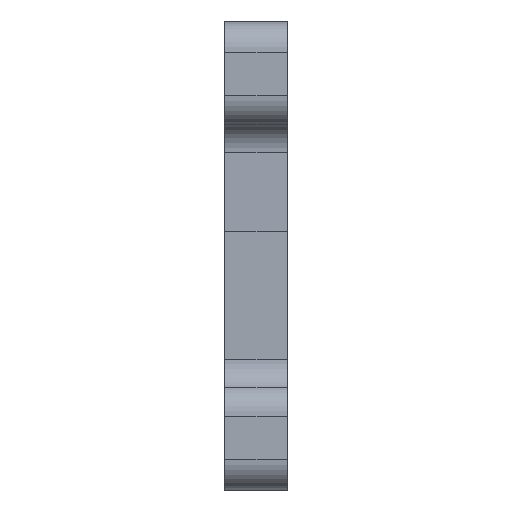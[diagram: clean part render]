
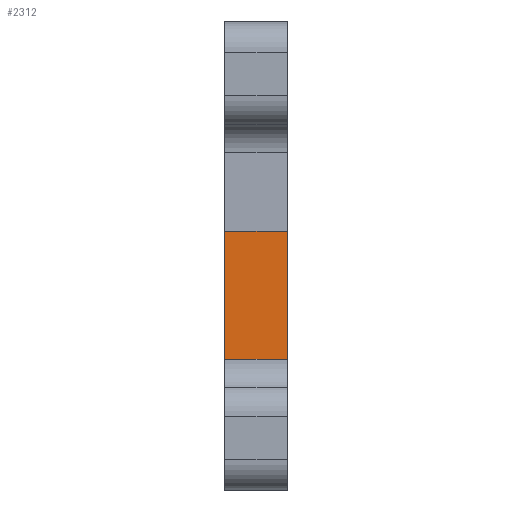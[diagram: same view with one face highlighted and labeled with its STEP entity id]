
A CAD part, left-side view. The second image highlights one B-rep face of the part: STEP entity #2312.
In plain terms, the highlighted planar face has unit normal (-1, 0, 0).
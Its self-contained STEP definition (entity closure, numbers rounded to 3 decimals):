
#134=LINE('',#3736,#282);
#150=LINE('',#3865,#298);
#163=LINE('',#3902,#311);
#164=LINE('',#3904,#312);
#282=VECTOR('',#2970,10.);
#298=VECTOR('',#3094,10.);
#311=VECTOR('',#3133,10.);
#312=VECTOR('',#3136,10.);
#519=FACE_OUTER_BOUND('',#679,.T.);
#679=EDGE_LOOP('',(#1821,#1822,#1823,#1824));
#1081=VERTEX_POINT('',#3733);
#1082=VERTEX_POINT('',#3735);
#1141=VERTEX_POINT('',#3864);
#1152=VERTEX_POINT('',#3900);
#1327=EDGE_CURVE('',#1081,#1082,#134,.T.);
#1395=EDGE_CURVE('',#1141,#1082,#150,.T.);
#1414=EDGE_CURVE('',#1152,#1081,#163,.T.);
#1415=EDGE_CURVE('',#1141,#1152,#164,.T.);
#1821=ORIENTED_EDGE('',*,*,#1327,.F.);
#1822=ORIENTED_EDGE('',*,*,#1414,.F.);
#1823=ORIENTED_EDGE('',*,*,#1415,.F.);
#1824=ORIENTED_EDGE('',*,*,#1395,.T.);
#2246=PLANE('',#2576);
#2312=ADVANCED_FACE('',(#519),#2246,.F.);
#2576=AXIS2_PLACEMENT_3D('',#3903,#3134,#3135);
#2970=DIRECTION('',(0.,0.,-1.));
#3094=DIRECTION('',(0.,-1.,0.));
#3133=DIRECTION('',(0.,-1.,0.));
#3134=DIRECTION('center_axis',(1.,0.,0.));
#3135=DIRECTION('ref_axis',(0.,0.,1.));
#3136=DIRECTION('',(0.,0.,1.));
#3733=CARTESIAN_POINT('',(-216.065,6.35,-42.7));
#3735=CARTESIAN_POINT('',(-216.065,6.35,-84.3));
#3736=CARTESIAN_POINT('',(-216.065,6.35,-67.55));
#3864=CARTESIAN_POINT('',(-216.065,26.723,-84.3));
#3865=CARTESIAN_POINT('',(-216.065,26.723,-84.3));
#3900=CARTESIAN_POINT('',(-216.065,26.723,-42.7));
#3902=CARTESIAN_POINT('',(-216.065,26.723,-42.7));
#3903=CARTESIAN_POINT('Origin',(-216.065,26.723,-84.3));
#3904=CARTESIAN_POINT('',(-216.065,26.723,-67.55));
